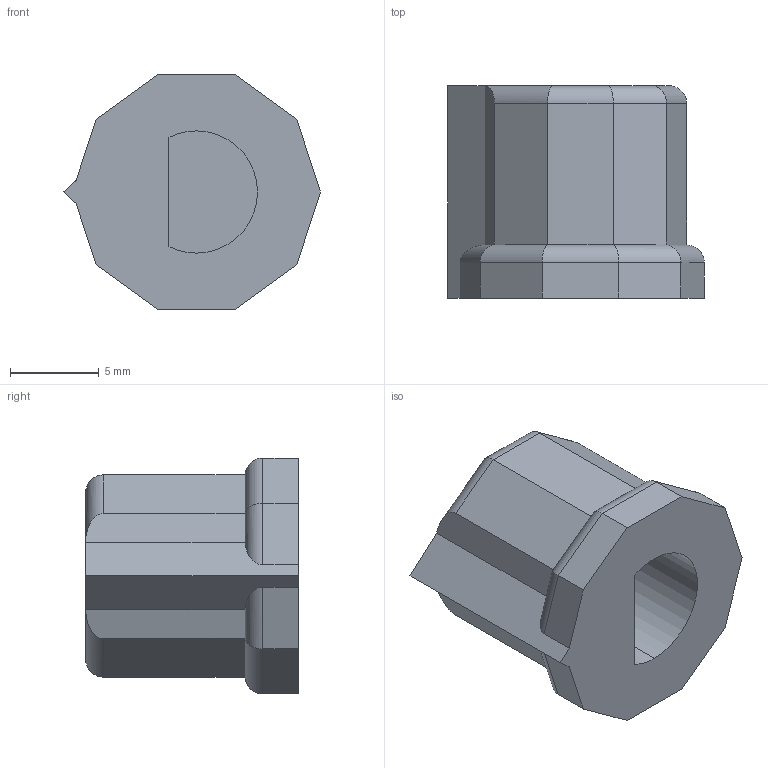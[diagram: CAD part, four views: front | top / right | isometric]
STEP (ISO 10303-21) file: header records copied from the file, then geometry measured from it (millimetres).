
FILE_DESCRIPTION (( 'STEP AP214' ), '1' );
FILE_NAME ('potdop.STEP', '2021-05-24T13:20:30', ( '' ), ( '' ), 'SwSTEP 2.0', 'SolidWorks 2019', '' );
FILE_SCHEMA (( 'AUTOMOTIVE_DESIGN' ));
Length unit declared in the file: millimetre
Products named in the file (1): potdop
Bounding box: 14.5 x 12 x 13.31 mm (x, y, z)
Volume: 1193 mm3; surface area: 879.3 mm2
Topology: 1 solids, 1 shells, 47 faces, 105 edges, 61 vertices
Faces by surface type: plane 26, cylinder 21
Entity records: 1283 total; most frequent: CARTESIAN_POINT 274, ORIENTED_EDGE 210, DIRECTION 187, EDGE_CURVE 105, LINE 79, VECTOR 79, VERTEX_POINT 61, AXIS2_PLACEMENT_3D 54
